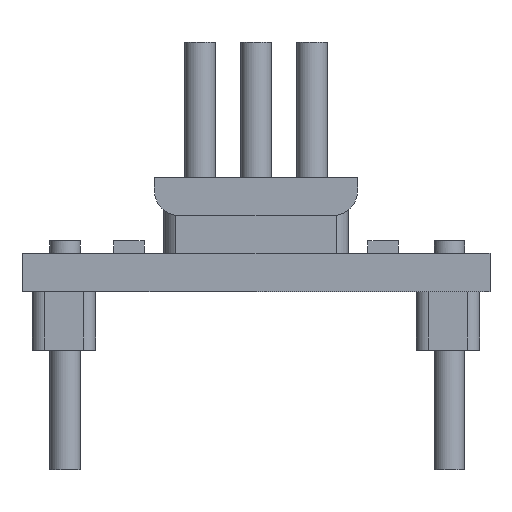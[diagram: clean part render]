
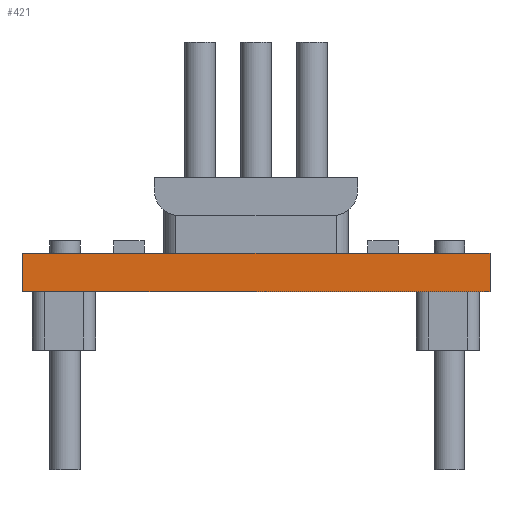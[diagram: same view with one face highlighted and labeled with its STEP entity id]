
A CAD part, front view. The second image highlights one B-rep face of the part: STEP entity #421.
In plain terms, the highlighted free-form (B-spline) face has degree [1, 1] with [2, 2] control points.
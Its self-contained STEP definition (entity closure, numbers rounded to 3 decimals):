
#83 = EDGE_CURVE('',#84,#86,#88,.T.);
#84 = VERTEX_POINT('',#85);
#85 = CARTESIAN_POINT('',(-7.767,-4.647,
    -3.157));
#86 = VERTEX_POINT('',#87);
#87 = CARTESIAN_POINT('',(7.767,-4.647,-3.157
    ));
#88 = B_SPLINE_CURVE_WITH_KNOTS('',1,(#89,#90),.UNSPECIFIED.,.F.,.F.,(2,
    2),(0.,18.4),.PIECEWISE_BEZIER_KNOTS.);
#89 = CARTESIAN_POINT('',(-7.767,-4.647,
    -3.157));
#90 = CARTESIAN_POINT('',(7.767,-4.647,-3.157
    ));
#421 = ADVANCED_FACE('',(#422),#458,.T.);
#422 = FACE_BOUND('',#423,.T.);
#423 = EDGE_LOOP('',(#424,#431,#432,#439,#446,#453));
#424 = ORIENTED_EDGE('',*,*,#425,.T.);
#425 = EDGE_CURVE('',#426,#84,#428,.T.);
#426 = VERTEX_POINT('',#427);
#427 = CARTESIAN_POINT('',(-7.767,-4.647,
    -1.89));
#428 = B_SPLINE_CURVE_WITH_KNOTS('',1,(#429,#430),.UNSPECIFIED.,.F.,.F.,
  (2,2),(0.,1.5),.PIECEWISE_BEZIER_KNOTS.);
#429 = CARTESIAN_POINT('',(-7.767,-4.647,
    -1.89));
#430 = CARTESIAN_POINT('',(-7.767,-4.647,
    -3.157));
#431 = ORIENTED_EDGE('',*,*,#83,.T.);
#432 = ORIENTED_EDGE('',*,*,#433,.F.);
#433 = EDGE_CURVE('',#434,#86,#436,.T.);
#434 = VERTEX_POINT('',#435);
#435 = CARTESIAN_POINT('',(7.767,-4.647,
    -1.89));
#436 = B_SPLINE_CURVE_WITH_KNOTS('',1,(#437,#438),.UNSPECIFIED.,.F.,.F.,
  (2,2),(0.,1.5),.PIECEWISE_BEZIER_KNOTS.);
#437 = CARTESIAN_POINT('',(7.767,-4.647,
    -1.89));
#438 = CARTESIAN_POINT('',(7.767,-4.647,
    -3.157));
#439 = ORIENTED_EDGE('',*,*,#440,.F.);
#440 = EDGE_CURVE('',#441,#434,#443,.T.);
#441 = VERTEX_POINT('',#442);
#442 = CARTESIAN_POINT('',(2.659,-4.647,
    -1.89));
#443 = B_SPLINE_CURVE_WITH_KNOTS('',1,(#444,#445),.UNSPECIFIED.,.F.,.F.,
  (2,2),(12.35,18.4),.PIECEWISE_BEZIER_KNOTS.);
#444 = CARTESIAN_POINT('',(2.659,-4.647,
    -1.89));
#445 = CARTESIAN_POINT('',(7.767,-4.647,
    -1.89));
#446 = ORIENTED_EDGE('',*,*,#447,.F.);
#447 = EDGE_CURVE('',#448,#441,#450,.T.);
#448 = VERTEX_POINT('',#449);
#449 = CARTESIAN_POINT('',(-2.659,-4.647,
    -1.89));
#450 = B_SPLINE_CURVE_WITH_KNOTS('',1,(#451,#452),.UNSPECIFIED.,.F.,.F.,
  (2,2),(6.05,12.35),.PIECEWISE_BEZIER_KNOTS.);
#451 = CARTESIAN_POINT('',(-2.659,-4.647,
    -1.89));
#452 = CARTESIAN_POINT('',(2.659,-4.647,
    -1.89));
#453 = ORIENTED_EDGE('',*,*,#454,.F.);
#454 = EDGE_CURVE('',#426,#448,#455,.T.);
#455 = B_SPLINE_CURVE_WITH_KNOTS('',1,(#456,#457),.UNSPECIFIED.,.F.,.F.,
  (2,2),(0.,6.05),.PIECEWISE_BEZIER_KNOTS.);
#456 = CARTESIAN_POINT('',(-7.767,-4.647,
    -1.89));
#457 = CARTESIAN_POINT('',(-2.659,-4.647,
    -1.89));
#458 = B_SPLINE_SURFACE_WITH_KNOTS('',1,1,(
    (#459,#460)
    ,(#461,#462
    )),.UNSPECIFIED.,.F.,.F.,.F.,(2,2),(2,2),(0.,18.4),
  (-1.5,0.),.PIECEWISE_BEZIER_KNOTS.);
#459 = CARTESIAN_POINT('',(-7.767,-4.647,
    -3.157));
#460 = CARTESIAN_POINT('',(-7.767,-4.647,
    -1.89));
#461 = CARTESIAN_POINT('',(7.767,-4.647,
    -3.157));
#462 = CARTESIAN_POINT('',(7.767,-4.647,
    -1.89));
